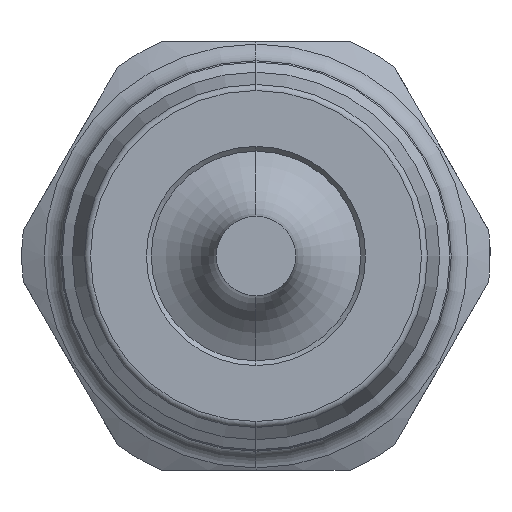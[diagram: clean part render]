
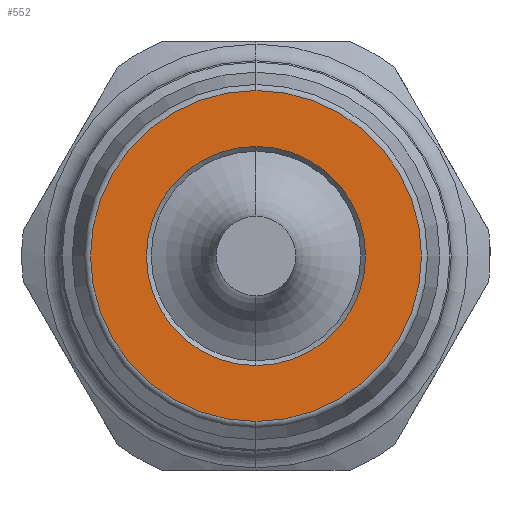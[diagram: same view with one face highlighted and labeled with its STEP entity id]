
A CAD part, left-side view. The second image highlights one B-rep face of the part: STEP entity #552.
In plain terms, the highlighted planar face has unit normal (-1, 0, 0).
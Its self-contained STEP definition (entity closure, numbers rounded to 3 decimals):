
#11 = DIRECTION ( 'NONE',  ( -1., 0., 0. ) ) ;
#22 = CARTESIAN_POINT ( 'NONE',  ( -41.5, -31.523, 0. ) ) ;
#40 = CARTESIAN_POINT ( 'NONE',  ( -41.5, 0., 6.9 ) ) ;
#76 = CARTESIAN_POINT ( 'NONE',  ( -41.5, 0., -6.9 ) ) ;
#83 = CARTESIAN_POINT ( 'NONE',  ( -41.5, 0., 10.423 ) ) ;
#96 = DIRECTION ( 'NONE',  ( 0., 0., 1. ) ) ;
#102 = CARTESIAN_POINT ( 'NONE',  ( -41.5, 0., -10.423 ) ) ;
#115 = PLANE ( 'NONE',  #203 ) ;
#181 = AXIS2_PLACEMENT_3D ( 'NONE', #1623, #1622, #1621 ) ;
#191 = AXIS2_PLACEMENT_3D ( 'NONE', #1661, #1660, #1659 ) ;
#203 = AXIS2_PLACEMENT_3D ( 'NONE', #22, #11, #96 ) ;
#448 = VERTEX_POINT ( 'NONE', #40 ) ;
#471 = VERTEX_POINT ( 'NONE', #76 ) ;
#476 = VERTEX_POINT ( 'NONE', #83 ) ;
#487 = VERTEX_POINT ( 'NONE', #102 ) ;
#552 = ADVANCED_FACE ( 'NONE', ( #908, #909 ), #115, .T. ) ;
#626 = EDGE_LOOP ( 'NONE', ( #755, #779 ) ) ;
#627 = EDGE_LOOP ( 'NONE', ( #778, #777 ) ) ;
#755 = ORIENTED_EDGE ( 'NONE', *, *, #1241, .T. ) ;
#777 = ORIENTED_EDGE ( 'NONE', *, *, #1255, .F. ) ;
#778 = ORIENTED_EDGE ( 'NONE', *, *, #1351, .F. ) ;
#779 = ORIENTED_EDGE ( 'NONE', *, *, #1350, .T. ) ;
#908 = FACE_OUTER_BOUND ( 'NONE', #626, .T. ) ;
#909 = FACE_BOUND ( 'NONE', #627, .T. ) ;
#932 = CIRCLE ( 'NONE', #191, 10.423 ) ;
#958 = CIRCLE ( 'NONE', #181, 6.9 ) ;
#1091 = CIRCLE ( 'NONE', #1174, 10.423 ) ;
#1092 = CIRCLE ( 'NONE', #1173, 6.9 ) ;
#1173 = AXIS2_PLACEMENT_3D ( 'NONE', #1471, #1470, #1469 ) ;
#1174 = AXIS2_PLACEMENT_3D ( 'NONE', #1475, #1474, #1473 ) ;
#1241 = EDGE_CURVE ( 'NONE', #476, #487, #932, .T. ) ;
#1255 = EDGE_CURVE ( 'NONE', #471, #448, #958, .T. ) ;
#1350 = EDGE_CURVE ( 'NONE', #487, #476, #1091, .T. ) ;
#1351 = EDGE_CURVE ( 'NONE', #448, #471, #1092, .T. ) ;
#1469 = DIRECTION ( 'NONE',  ( 0., 0., 1. ) ) ;
#1470 = DIRECTION ( 'NONE',  ( -1., 0., 0. ) ) ;
#1471 = CARTESIAN_POINT ( 'NONE',  ( -41.5, 0., 0. ) ) ;
#1473 = DIRECTION ( 'NONE',  ( 0., 0., 1. ) ) ;
#1474 = DIRECTION ( 'NONE',  ( -1., 0., 0. ) ) ;
#1475 = CARTESIAN_POINT ( 'NONE',  ( -41.5, 0., 0. ) ) ;
#1621 = DIRECTION ( 'NONE',  ( 0., 0., 1. ) ) ;
#1622 = DIRECTION ( 'NONE',  ( -1., 0., 0. ) ) ;
#1623 = CARTESIAN_POINT ( 'NONE',  ( -41.5, 0., 0. ) ) ;
#1659 = DIRECTION ( 'NONE',  ( 0., 0., 1. ) ) ;
#1660 = DIRECTION ( 'NONE',  ( -1., 0., 0. ) ) ;
#1661 = CARTESIAN_POINT ( 'NONE',  ( -41.5, 0., 0. ) ) ;
